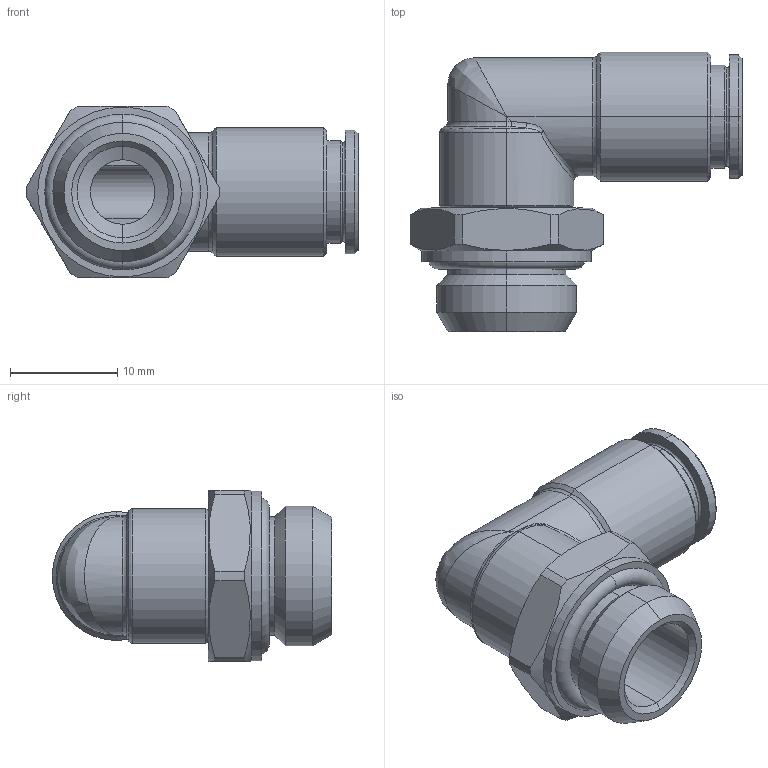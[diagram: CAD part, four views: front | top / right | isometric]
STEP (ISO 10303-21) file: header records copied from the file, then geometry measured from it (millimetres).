
FILE_DESCRIPTION (( 'STEP AP203' ), '1' );
FILE_NAME ('X0060032.STEP', '2016-12-05T15:06:46', ( '' ), ( '' ), 'SwSTEP 2.0', 'SolidWorks 2015', '' );
FILE_SCHEMA (( 'CONFIG_CONTROL_DESIGN' ));
Length unit declared in the file: millimetre
Products named in the file (1): X0060032
Bounding box: 30.9 x 26 x 16 mm (x, y, z)
Volume: 3613.9 mm3; surface area: 2943.6 mm2
Topology: 1 solids, 1 shells, 100 faces, 222 edges, 127 vertices
Faces by surface type: cylinder 35, cone 27, torus 16, plane 16, bspline 6
Entity records: 3359 total; most frequent: CARTESIAN_POINT 1101, DIRECTION 488, ORIENTED_EDGE 440, EDGE_CURVE 220, AXIS2_PLACEMENT_3D 210, VERTEX_POINT 127, CIRCLE 115, EDGE_LOOP 107
